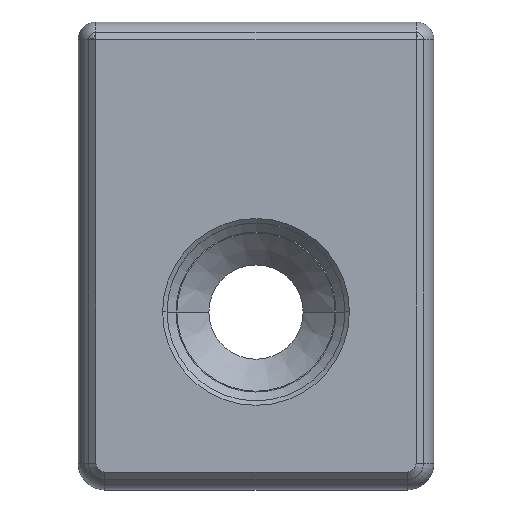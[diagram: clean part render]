
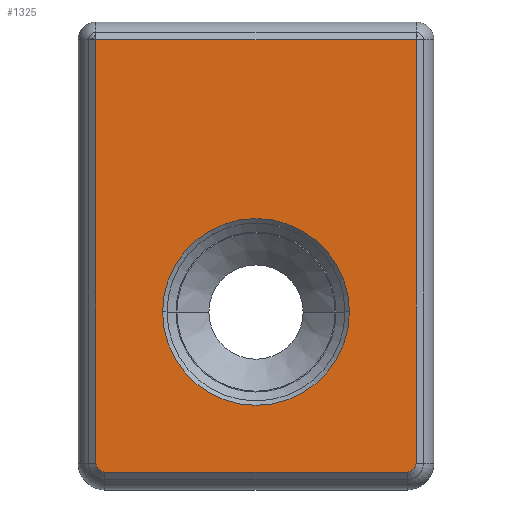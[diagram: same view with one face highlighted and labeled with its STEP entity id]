
A CAD part, top view. The second image highlights one B-rep face of the part: STEP entity #1325.
In plain terms, the highlighted planar face has unit normal (0, 0, 1).
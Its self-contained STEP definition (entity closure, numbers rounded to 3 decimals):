
#15 = AXIS2_PLACEMENT_3D ( 'NONE', #583, #1134, #733 ) ;
#36 = EDGE_CURVE ( 'NONE', #795, #1473, #380, .T. ) ;
#74 = VERTEX_POINT ( 'NONE', #1320 ) ;
#129 = AXIS2_PLACEMENT_3D ( 'NONE', #1710, #504, #1037 ) ;
#169 = PLANE ( 'NONE',  #15 ) ;
#173 = CARTESIAN_POINT ( 'NONE',  ( -8.5, -9., 5. ) ) ;
#236 = EDGE_CURVE ( 'NONE', #1489, #74, #1341, .T. ) ;
#237 = ORIENTED_EDGE ( 'NONE', *, *, #236, .T. ) ;
#240 = LINE ( 'NONE', #802, #1170 ) ;
#254 = EDGE_CURVE ( 'NONE', #1473, #1753, #240, .T. ) ;
#304 = EDGE_CURVE ( 'NONE', #74, #1489, #1201, .T. ) ;
#325 = CARTESIAN_POINT ( 'NONE',  ( -9., 15.3, 5. ) ) ;
#358 = CARTESIAN_POINT ( 'NONE',  ( -8.5, -8.5, 5. ) ) ;
#380 = CIRCLE ( 'NONE', #603, 0.5 ) ;
#391 = EDGE_LOOP ( 'NONE', ( #237, #1372 ) ) ;
#392 = CARTESIAN_POINT ( 'NONE',  ( 9., 15.3, 5. ) ) ;
#405 = CARTESIAN_POINT ( 'NONE',  ( 8.5, -9., 5. ) ) ;
#439 = VECTOR ( 'NONE', #966, 1000. ) ;
#450 = VERTEX_POINT ( 'NONE', #325 ) ;
#493 = LINE ( 'NONE', #392, #1333 ) ;
#504 = DIRECTION ( 'NONE',  ( 0., 0., 1. ) ) ;
#563 = ORIENTED_EDGE ( 'NONE', *, *, #1629, .T. ) ;
#583 = CARTESIAN_POINT ( 'NONE',  ( 0., 0., 5. ) ) ;
#603 = AXIS2_PLACEMENT_3D ( 'NONE', #358, #1377, #679 ) ;
#614 = ORIENTED_EDGE ( 'NONE', *, *, #1440, .T. ) ;
#679 = DIRECTION ( 'NONE',  ( 1., 0., 0. ) ) ;
#726 = ORIENTED_EDGE ( 'NONE', *, *, #1371, .T. ) ;
#733 = DIRECTION ( 'NONE',  ( 1., 0., 0. ) ) ;
#795 = VERTEX_POINT ( 'NONE', #963 ) ;
#802 = CARTESIAN_POINT ( 'NONE',  ( 8.5, -9., 5. ) ) ;
#825 = CIRCLE ( 'NONE', #129, 0.5 ) ;
#830 = ORIENTED_EDGE ( 'NONE', *, *, #885, .T. ) ;
#854 = DIRECTION ( 'NONE',  ( 1., 0., 0. ) ) ;
#876 = CARTESIAN_POINT ( 'NONE',  ( 5.25, 0., 5. ) ) ;
#885 = EDGE_CURVE ( 'NONE', #450, #795, #1661, .T. ) ;
#916 = VERTEX_POINT ( 'NONE', #1106 ) ;
#930 = VERTEX_POINT ( 'NONE', #1239 ) ;
#956 = CARTESIAN_POINT ( 'NONE',  ( 0., 0., 5. ) ) ;
#963 = CARTESIAN_POINT ( 'NONE',  ( -9., -8.5, 5. ) ) ;
#966 = DIRECTION ( 'NONE',  ( 0., -1., 0. ) ) ;
#988 = DIRECTION ( 'NONE',  ( 0., 0., -1. ) ) ;
#1037 = DIRECTION ( 'NONE',  ( 1., 0., 0. ) ) ;
#1106 = CARTESIAN_POINT ( 'NONE',  ( 9., 15.3, 5. ) ) ;
#1134 = DIRECTION ( 'NONE',  ( 0., 0., 1. ) ) ;
#1170 = VECTOR ( 'NONE', #1340, 1000. ) ;
#1187 = LINE ( 'NONE', #1304, #1552 ) ;
#1188 = ORIENTED_EDGE ( 'NONE', *, *, #36, .T. ) ;
#1201 = CIRCLE ( 'NONE', #1451, 5.25 ) ;
#1239 = CARTESIAN_POINT ( 'NONE',  ( 9., -8.5, 5. ) ) ;
#1293 = FACE_BOUND ( 'NONE', #391, .T. ) ;
#1301 = EDGE_LOOP ( 'NONE', ( #1188, #1711, #614, #726, #563, #830 ) ) ;
#1304 = CARTESIAN_POINT ( 'NONE',  ( -9., 15.3, 5. ) ) ;
#1320 = CARTESIAN_POINT ( 'NONE',  ( -5.25, 0., 5. ) ) ;
#1325 = ADVANCED_FACE ( 'NONE', ( #1293, #1392 ), #169, .T. ) ;
#1333 = VECTOR ( 'NONE', #1743, 1000. ) ;
#1340 = DIRECTION ( 'NONE',  ( 1., 0., 0. ) ) ;
#1341 = CIRCLE ( 'NONE', #1618, 5.25 ) ;
#1371 = EDGE_CURVE ( 'NONE', #930, #916, #493, .T. ) ;
#1372 = ORIENTED_EDGE ( 'NONE', *, *, #304, .T. ) ;
#1377 = DIRECTION ( 'NONE',  ( 0., 0., 1. ) ) ;
#1392 = FACE_OUTER_BOUND ( 'NONE', #1301, .T. ) ;
#1440 = EDGE_CURVE ( 'NONE', #1753, #930, #825, .T. ) ;
#1451 = AXIS2_PLACEMENT_3D ( 'NONE', #1644, #988, #854 ) ;
#1473 = VERTEX_POINT ( 'NONE', #173 ) ;
#1482 = DIRECTION ( 'NONE',  ( 0., 0., -1. ) ) ;
#1489 = VERTEX_POINT ( 'NONE', #876 ) ;
#1517 = CARTESIAN_POINT ( 'NONE',  ( -9., -8.5, 5. ) ) ;
#1552 = VECTOR ( 'NONE', #1571, 1000. ) ;
#1571 = DIRECTION ( 'NONE',  ( -1., 0., 0. ) ) ;
#1618 = AXIS2_PLACEMENT_3D ( 'NONE', #956, #1482, #1754 ) ;
#1629 = EDGE_CURVE ( 'NONE', #916, #450, #1187, .T. ) ;
#1644 = CARTESIAN_POINT ( 'NONE',  ( 0., 0., 5. ) ) ;
#1661 = LINE ( 'NONE', #1517, #439 ) ;
#1710 = CARTESIAN_POINT ( 'NONE',  ( 8.5, -8.5, 5. ) ) ;
#1711 = ORIENTED_EDGE ( 'NONE', *, *, #254, .T. ) ;
#1743 = DIRECTION ( 'NONE',  ( 0., 1., 0. ) ) ;
#1753 = VERTEX_POINT ( 'NONE', #405 ) ;
#1754 = DIRECTION ( 'NONE',  ( 1., 0., 0. ) ) ;
